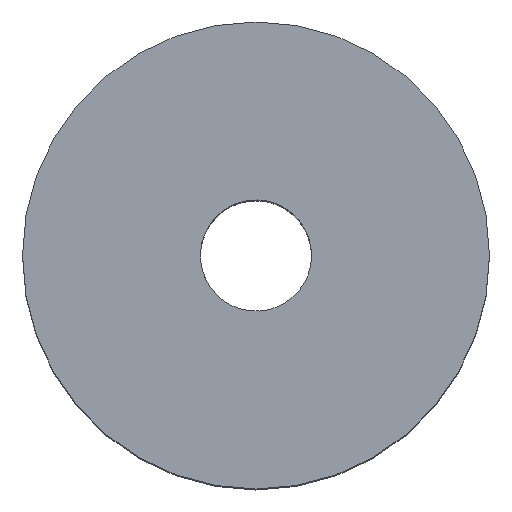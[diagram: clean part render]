
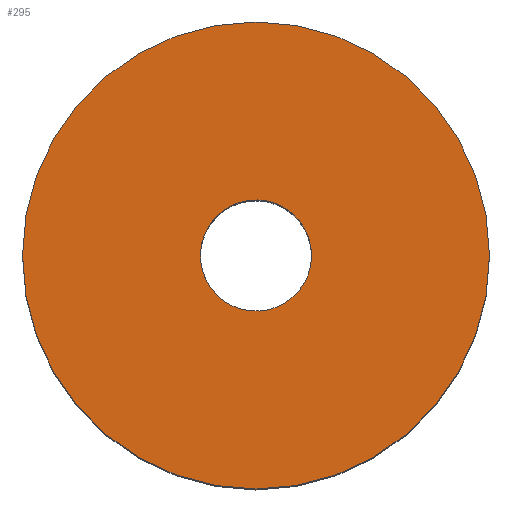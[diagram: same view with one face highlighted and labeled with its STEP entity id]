
A CAD part, top view. The second image highlights one B-rep face of the part: STEP entity #295.
In plain terms, the highlighted planar face has unit normal (0, 0, 1).
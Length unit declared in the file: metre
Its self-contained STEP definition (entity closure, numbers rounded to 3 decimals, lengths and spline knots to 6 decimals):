
#23=PLANE('',#347);
#69=ORIENTED_EDGE('',*,*,#125,.F.);
#70=ORIENTED_EDGE('',*,*,#109,.T.);
#109=EDGE_CURVE('',#141,#141,#169,.T.);
#125=EDGE_CURVE('',#155,#155,#173,.T.);
#141=VERTEX_POINT('',#475);
#155=VERTEX_POINT('',#545);
#169=CIRCLE('',#324,0.021);
#173=CIRCLE('',#342,0.005);
#197=EDGE_LOOP('',(#69));
#198=EDGE_LOOP('',(#70));
#243=FACE_BOUND('',#197,.T.);
#244=FACE_BOUND('',#198,.T.);
#295=ADVANCED_FACE('',(#243,#244),#23,.T.);
#324=AXIS2_PLACEMENT_3D('',#474,#376,#377);
#342=AXIS2_PLACEMENT_3D('',#544,#412,#413);
#347=AXIS2_PLACEMENT_3D('',#551,#422,#423);
#376=DIRECTION('',(0.,0.,1.));
#377=DIRECTION('',(1.,0.,0.));
#412=DIRECTION('',(0.,0.,1.));
#413=DIRECTION('',(1.,0.,0.));
#422=DIRECTION('',(0.,0.,1.));
#423=DIRECTION('',(1.,0.,0.));
#474=CARTESIAN_POINT('',(0.,0.,0.025));
#475=CARTESIAN_POINT('',(0.021,0.,0.025));
#544=CARTESIAN_POINT('',(0.,0.,0.025));
#545=CARTESIAN_POINT('',(0.005,0.,0.025));
#551=CARTESIAN_POINT('',(0.,0.,0.025));
